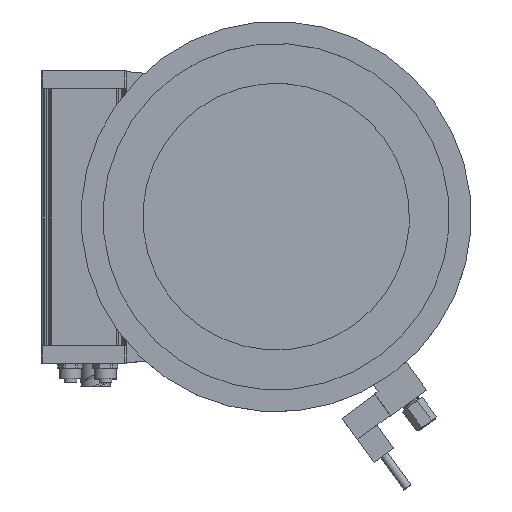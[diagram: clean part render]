
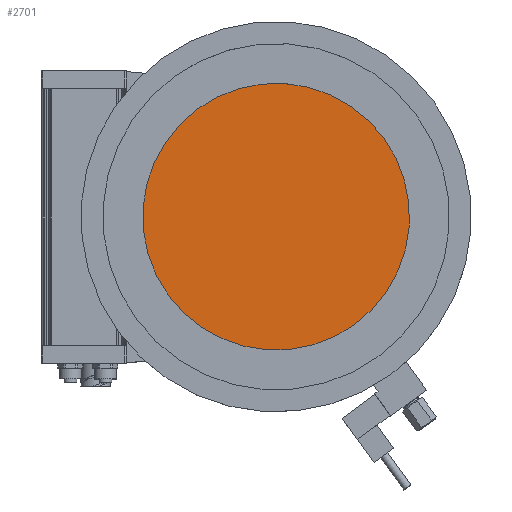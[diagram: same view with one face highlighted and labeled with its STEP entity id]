
A CAD part, top view. The second image highlights one B-rep face of the part: STEP entity #2701.
In plain terms, the highlighted planar face has unit normal (0, 0, 1).
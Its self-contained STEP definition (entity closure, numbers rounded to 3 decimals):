
#2685=CARTESIAN_POINT('',(0.,43.25,160.4));
#2686=DIRECTION('',(0.0,0.0,1.0));
#2687=DIRECTION('',(-1.0,0.,0.0));
#2688=AXIS2_PLACEMENT_3D('',#2685,#2686,#2687);
#2689=PLANE('',#2688);
#2690=CARTESIAN_POINT('',(-66.339,-48.198,160.4));
#2691=VERTEX_POINT('',#2690);
#2692=CARTESIAN_POINT('',(0.,0.,160.4));
#2693=DIRECTION('',(0.,0.,-1.0));
#2694=DIRECTION('',(0.809,0.588,0.));
#2695=AXIS2_PLACEMENT_3D('',#2692,#2693,#2694);
#2696=CIRCLE('',#2695,82.);
#2697=EDGE_CURVE('',#2691,#2691,#2696,.T.);
#2698=ORIENTED_EDGE('',*,*,#2697,.F.);
#2699=EDGE_LOOP('',(#2698));
#2700=FACE_OUTER_BOUND('',#2699,.T.);
#2701=ADVANCED_FACE('',(#2700),#2689,.T.);
